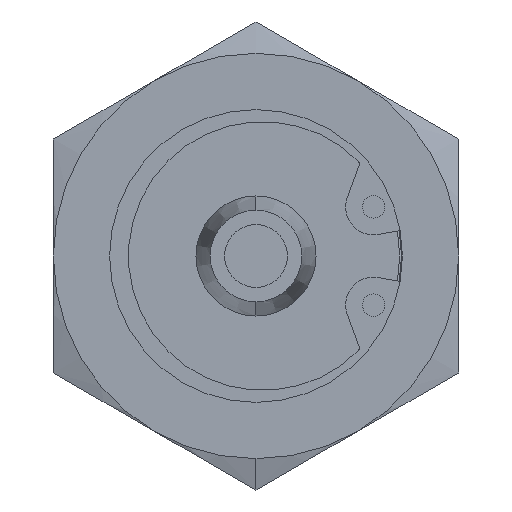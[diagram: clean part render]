
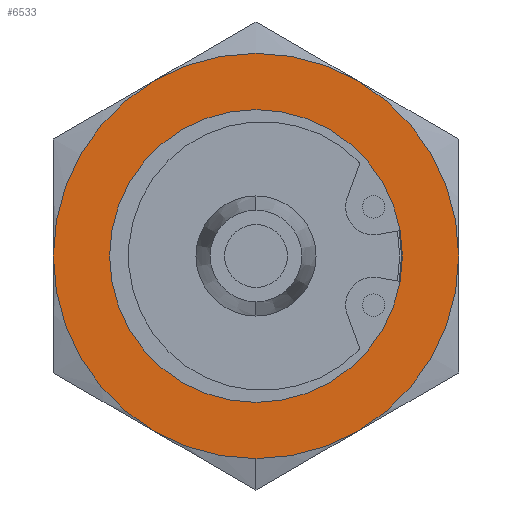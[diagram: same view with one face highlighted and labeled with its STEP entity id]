
A CAD part, left-side view. The second image highlights one B-rep face of the part: STEP entity #6533.
In plain terms, the highlighted planar face has unit normal (-1, 0, 0).
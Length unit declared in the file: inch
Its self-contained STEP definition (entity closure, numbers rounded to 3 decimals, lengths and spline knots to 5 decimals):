
#13 = DIRECTION ( 'NONE',  ( -1., 0., 0. ) ) ;
#229 = DIRECTION ( 'NONE',  ( 0., 0., 1. ) ) ;
#504 = DIRECTION ( 'NONE',  ( 0., 0., 1. ) ) ;
#661 = EDGE_CURVE ( 'NONE', #4919, #8439, #3244, .T. ) ;
#878 = CIRCLE ( 'NONE', #3356, 0.40625 ) ;
#1057 = DIRECTION ( 'NONE',  ( -1., 0., 0. ) ) ;
#1285 = AXIS2_PLACEMENT_3D ( 'NONE', #5461, #10131, #4799 ) ;
#1355 = CARTESIAN_POINT ( 'NONE',  ( -0.226, 0.5625, 0. ) ) ;
#1625 = CIRCLE ( 'NONE', #1285, 0.5625 ) ;
#1750 = PLANE ( 'NONE',  #8901 ) ;
#1832 = EDGE_CURVE ( 'NONE', #5831, #5389, #1625, .T. ) ;
#1868 = CARTESIAN_POINT ( 'NONE',  ( -0.226, 0., -0.40625 ) ) ;
#1999 = AXIS2_PLACEMENT_3D ( 'NONE', #7291, #1057, #229 ) ;
#2033 = DIRECTION ( 'NONE',  ( 0., 0., 1. ) ) ;
#2048 = ORIENTED_EDGE ( 'NONE', *, *, #7598, .F. ) ;
#2163 = DIRECTION ( 'NONE',  ( 0., 0., 1. ) ) ;
#2328 = EDGE_CURVE ( 'NONE', #7115, #4919, #3613, .T. ) ;
#2701 = CIRCLE ( 'NONE', #9759, 0.5625 ) ;
#2988 = DIRECTION ( 'NONE',  ( -1., 0., 0. ) ) ;
#3057 = EDGE_CURVE ( 'NONE', #4171, #3459, #6159, .T. ) ;
#3244 = CIRCLE ( 'NONE', #4541, 0.5625 ) ;
#3356 = AXIS2_PLACEMENT_3D ( 'NONE', #6560, #9699, #5160 ) ;
#3434 = AXIS2_PLACEMENT_3D ( 'NONE', #9016, #8434, #504 ) ;
#3459 = VERTEX_POINT ( 'NONE', #3800 ) ;
#3464 = EDGE_LOOP ( 'NONE', ( #3876, #4918, #4776, #4433, #8656, #9739, #4606 ) ) ;
#3613 = CIRCLE ( 'NONE', #9535, 0.5625 ) ;
#3800 = CARTESIAN_POINT ( 'NONE',  ( -0.226, 0., 0.40625 ) ) ;
#3821 = AXIS2_PLACEMENT_3D ( 'NONE', #5946, #4135, #2033 ) ;
#3876 = ORIENTED_EDGE ( 'NONE', *, *, #4626, .T. ) ;
#4024 = CARTESIAN_POINT ( 'NONE',  ( -0.226, 0.28125, -0.48714 ) ) ;
#4135 = DIRECTION ( 'NONE',  ( -1., 0., 0. ) ) ;
#4171 = VERTEX_POINT ( 'NONE', #1868 ) ;
#4433 = ORIENTED_EDGE ( 'NONE', *, *, #6896, .T. ) ;
#4541 = AXIS2_PLACEMENT_3D ( 'NONE', #7628, #6183, #8497 ) ;
#4564 = EDGE_LOOP ( 'NONE', ( #2048, #7299 ) ) ;
#4606 = ORIENTED_EDGE ( 'NONE', *, *, #661, .T. ) ;
#4626 = EDGE_CURVE ( 'NONE', #8439, #5831, #7860, .T. ) ;
#4776 = ORIENTED_EDGE ( 'NONE', *, *, #8752, .T. ) ;
#4799 = DIRECTION ( 'NONE',  ( 0., 0., 1. ) ) ;
#4900 = FACE_OUTER_BOUND ( 'NONE', #3464, .T. ) ;
#4918 = ORIENTED_EDGE ( 'NONE', *, *, #1832, .T. ) ;
#4919 = VERTEX_POINT ( 'NONE', #9393 ) ;
#5160 = DIRECTION ( 'NONE',  ( 0., 0., 1. ) ) ;
#5214 = DIRECTION ( 'NONE',  ( -1., 0., 0. ) ) ;
#5352 = CARTESIAN_POINT ( 'NONE',  ( -0.226, 0., 0. ) ) ;
#5367 = DIRECTION ( 'NONE',  ( 0., 0., 1. ) ) ;
#5389 = VERTEX_POINT ( 'NONE', #4024 ) ;
#5461 = CARTESIAN_POINT ( 'NONE',  ( -0.226, 0., 0. ) ) ;
#5831 = VERTEX_POINT ( 'NONE', #1355 ) ;
#5946 = CARTESIAN_POINT ( 'NONE',  ( -0.226, 0., 0. ) ) ;
#5980 = DIRECTION ( 'NONE',  ( 0., 0., 1. ) ) ;
#6159 = CIRCLE ( 'NONE', #7814, 0.40625 ) ;
#6183 = DIRECTION ( 'NONE',  ( -1., 0., 0. ) ) ;
#6361 = CARTESIAN_POINT ( 'NONE',  ( -0.226, 0.28125, 0.48714 ) ) ;
#6492 = CARTESIAN_POINT ( 'NONE',  ( -0.226, 0.40625, 0. ) ) ;
#6533 = ADVANCED_FACE ( 'NONE', ( #7107, #4900 ), #1750, .F. ) ;
#6560 = CARTESIAN_POINT ( 'NONE',  ( -0.226, 0., 0. ) ) ;
#6759 = CARTESIAN_POINT ( 'NONE',  ( -0.226, -0.5625, 0. ) ) ;
#6896 = EDGE_CURVE ( 'NONE', #7064, #7966, #6925, .T. ) ;
#6925 = CIRCLE ( 'NONE', #1999, 0.5625 ) ;
#6949 = CIRCLE ( 'NONE', #3821, 0.5625 ) ;
#7064 = VERTEX_POINT ( 'NONE', #9223 ) ;
#7107 = FACE_BOUND ( 'NONE', #4564, .T. ) ;
#7115 = VERTEX_POINT ( 'NONE', #6759 ) ;
#7291 = CARTESIAN_POINT ( 'NONE',  ( -0.226, 0., 0. ) ) ;
#7299 = ORIENTED_EDGE ( 'NONE', *, *, #3057, .F. ) ;
#7598 = EDGE_CURVE ( 'NONE', #3459, #4171, #878, .T. ) ;
#7628 = CARTESIAN_POINT ( 'NONE',  ( -0.226, 0., 0. ) ) ;
#7814 = AXIS2_PLACEMENT_3D ( 'NONE', #10046, #13, #5367 ) ;
#7860 = CIRCLE ( 'NONE', #3434, 0.5625 ) ;
#7966 = VERTEX_POINT ( 'NONE', #9860 ) ;
#8096 = EDGE_CURVE ( 'NONE', #7966, #7115, #6949, .T. ) ;
#8295 = CARTESIAN_POINT ( 'NONE',  ( -0.226, 0., 0. ) ) ;
#8434 = DIRECTION ( 'NONE',  ( -1., 0., 0. ) ) ;
#8439 = VERTEX_POINT ( 'NONE', #6361 ) ;
#8497 = DIRECTION ( 'NONE',  ( 0., 0., 1. ) ) ;
#8656 = ORIENTED_EDGE ( 'NONE', *, *, #8096, .T. ) ;
#8752 = EDGE_CURVE ( 'NONE', #5389, #7064, #2701, .T. ) ;
#8901 = AXIS2_PLACEMENT_3D ( 'NONE', #6492, #9465, #9626 ) ;
#9016 = CARTESIAN_POINT ( 'NONE',  ( -0.226, 0., 0. ) ) ;
#9223 = CARTESIAN_POINT ( 'NONE',  ( -0.226, 0., -0.5625 ) ) ;
#9393 = CARTESIAN_POINT ( 'NONE',  ( -0.226, -0.28125, 0.48714 ) ) ;
#9465 = DIRECTION ( 'NONE',  ( 1., 0., 0. ) ) ;
#9535 = AXIS2_PLACEMENT_3D ( 'NONE', #5352, #2988, #5980 ) ;
#9626 = DIRECTION ( 'NONE',  ( 0., 0., -1. ) ) ;
#9699 = DIRECTION ( 'NONE',  ( -1., 0., 0. ) ) ;
#9739 = ORIENTED_EDGE ( 'NONE', *, *, #2328, .T. ) ;
#9759 = AXIS2_PLACEMENT_3D ( 'NONE', #8295, #5214, #2163 ) ;
#9860 = CARTESIAN_POINT ( 'NONE',  ( -0.226, -0.28125, -0.48714 ) ) ;
#10046 = CARTESIAN_POINT ( 'NONE',  ( -0.226, 0., 0. ) ) ;
#10131 = DIRECTION ( 'NONE',  ( -1., 0., 0. ) ) ;
